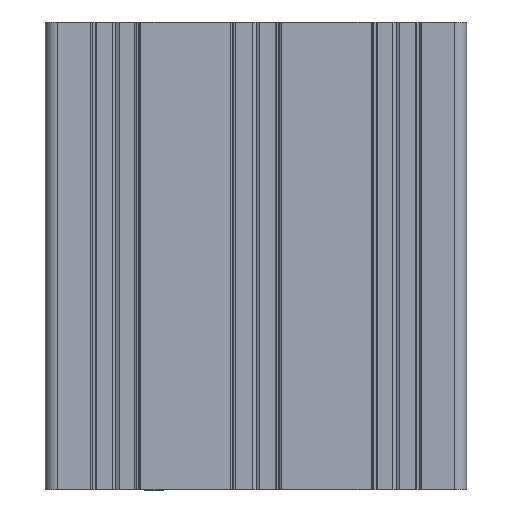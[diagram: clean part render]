
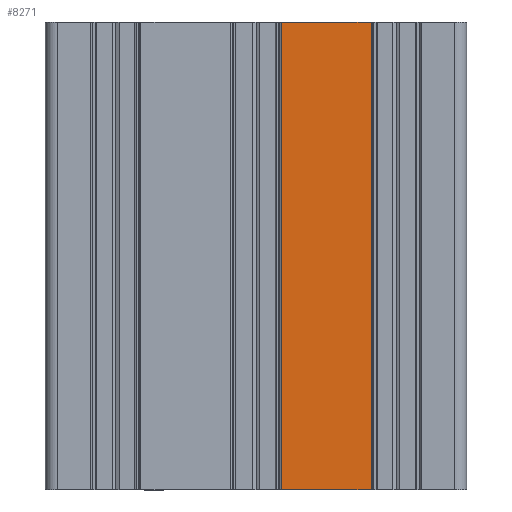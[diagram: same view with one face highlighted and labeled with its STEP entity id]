
A CAD part, front view. The second image highlights one B-rep face of the part: STEP entity #8271.
In plain terms, the highlighted planar face has unit normal (0, -1, 0).
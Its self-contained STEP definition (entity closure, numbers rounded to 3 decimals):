
#675 = VECTOR ( 'NONE', #11803, 1000. ) ;
#995 = VERTEX_POINT ( 'NONE', #9049 ) ;
#1173 = LINE ( 'NONE', #8515, #15429 ) ;
#2549 = LINE ( 'NONE', #14656, #9456 ) ;
#4212 = PLANE ( 'NONE',  #8722 ) ;
#4909 = CARTESIAN_POINT ( 'NONE',  ( 6354.552, 1023.406, 0. ) ) ;
#5291 = FACE_OUTER_BOUND ( 'NONE', #14069, .T. ) ;
#5823 = VECTOR ( 'NONE', #12106, 1000. ) ;
#5981 = VERTEX_POINT ( 'NONE', #12906 ) ;
#6181 = EDGE_CURVE ( 'NONE', #15925, #17227, #16852, .T. ) ;
#6430 = ORIENTED_EDGE ( 'NONE', *, *, #6181, .F. ) ;
#8271 = ADVANCED_FACE ( 'NONE', ( #5291 ), #4212, .F. ) ;
#8372 = DIRECTION ( 'NONE',  ( 0., 0., 1. ) ) ;
#8515 = CARTESIAN_POINT ( 'NONE',  ( 6323.341, 1023.406, 100. ) ) ;
#8722 = AXIS2_PLACEMENT_3D ( 'NONE', #11113, #16674, #8372 ) ;
#9049 = CARTESIAN_POINT ( 'NONE',  ( 6354.552, 1023.406, 100. ) ) ;
#9303 = CARTESIAN_POINT ( 'NONE',  ( 6373.752, 1023.406, 100. ) ) ;
#9456 = VECTOR ( 'NONE', #16056, 1000. ) ;
#10122 = EDGE_CURVE ( 'NONE', #995, #15925, #1173, .T. ) ;
#10547 = CARTESIAN_POINT ( 'NONE',  ( 6373.752, 1023.406, 0. ) ) ;
#10706 = CARTESIAN_POINT ( 'NONE',  ( 6373.752, 1023.406, 100. ) ) ;
#11113 = CARTESIAN_POINT ( 'NONE',  ( 6354.552, 1023.406, 100. ) ) ;
#11680 = LINE ( 'NONE', #4909, #675 ) ;
#11803 = DIRECTION ( 'NONE',  ( 1., 0., 0. ) ) ;
#11853 = ORIENTED_EDGE ( 'NONE', *, *, #12462, .T. ) ;
#12106 = DIRECTION ( 'NONE',  ( 0., 0., -1. ) ) ;
#12462 = EDGE_CURVE ( 'NONE', #5981, #17227, #11680, .T. ) ;
#12498 = ORIENTED_EDGE ( 'NONE', *, *, #10122, .F. ) ;
#12906 = CARTESIAN_POINT ( 'NONE',  ( 6354.552, 1023.406, 0. ) ) ;
#13563 = EDGE_CURVE ( 'NONE', #5981, #995, #2549, .T. ) ;
#14069 = EDGE_LOOP ( 'NONE', ( #6430, #12498, #14653, #11853 ) ) ;
#14653 = ORIENTED_EDGE ( 'NONE', *, *, #13563, .F. ) ;
#14656 = CARTESIAN_POINT ( 'NONE',  ( 6354.552, 1023.406, 100. ) ) ;
#15429 = VECTOR ( 'NONE', #16818, 1000. ) ;
#15925 = VERTEX_POINT ( 'NONE', #9303 ) ;
#16056 = DIRECTION ( 'NONE',  ( 0., 0., 1. ) ) ;
#16674 = DIRECTION ( 'NONE',  ( 0., 1., 0. ) ) ;
#16818 = DIRECTION ( 'NONE',  ( 1., 0., 0. ) ) ;
#16852 = LINE ( 'NONE', #10706, #5823 ) ;
#17227 = VERTEX_POINT ( 'NONE', #10547 ) ;
